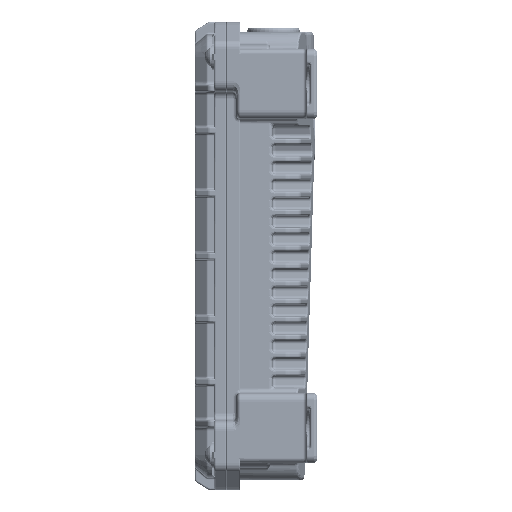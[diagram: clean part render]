
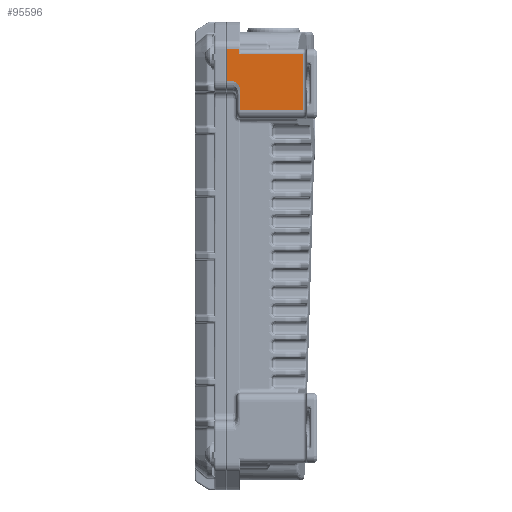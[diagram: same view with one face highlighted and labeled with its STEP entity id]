
A CAD part, left-side view. The second image highlights one B-rep face of the part: STEP entity #95596.
In plain terms, the highlighted planar face has unit normal (-1, 0, 0).
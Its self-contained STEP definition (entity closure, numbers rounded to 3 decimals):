
#48866=DIRECTION('',(0.,0.,-1.));
#48867=VECTOR('',#48866,9.4);
#48868=CARTESIAN_POINT('',(-74.,22.75,59.4));
#48869=LINE('',#48868,#48867);
#48870=DIRECTION('',(0.,1.,0.));
#48871=VECTOR('',#48870,3.25);
#48872=CARTESIAN_POINT('',(-74.,19.5,59.4));
#48873=LINE('',#48872,#48871);
#48874=DIRECTION('',(0.,0.,-1.));
#48875=VECTOR('',#48874,1.65);
#48876=CARTESIAN_POINT('',(-74.,19.5,59.4));
#48877=LINE('',#48876,#48875);
#48878=DIRECTION('',(0.,1.,0.));
#48879=VECTOR('',#48878,18.);
#48880=CARTESIAN_POINT('',(-74.,1.,41.75));
#48881=LINE('',#48880,#48879);
#48882=DIRECTION('',(0.,0.,1.));
#48883=VECTOR('',#48882,4.25);
#48884=CARTESIAN_POINT('',(-74.,19.,41.75));
#48885=LINE('',#48884,#48883);
#48901=DIRECTION('',(0.,-1.,0.));
#48902=VECTOR('',#48901,1.75);
#48903=CARTESIAN_POINT('',(-74.,22.75,50.));
#48904=LINE('',#48903,#48902);
#48910=CARTESIAN_POINT('',(-74.,21.,
50.));
#48911=CARTESIAN_POINT('',(-74.,20.949,
50.));
#48912=CARTESIAN_POINT('',(-74.,20.848,
49.994));
#48913=CARTESIAN_POINT('',(-74.,20.698,
49.968));
#48914=CARTESIAN_POINT('',(-74.,20.553,
49.926));
#48915=CARTESIAN_POINT('',(-74.,20.409,
49.866));
#48916=CARTESIAN_POINT('',(-74.,20.265,
49.786));
#48917=CARTESIAN_POINT('',(-74.,20.119,
49.684));
#48918=CARTESIAN_POINT('',(-74.,19.972,
49.556));
#48919=CARTESIAN_POINT('',(-74.,19.824,
49.4));
#48920=CARTESIAN_POINT('',(-74.,19.675,
49.209));
#48921=CARTESIAN_POINT('',(-74.,19.529,48.982));
#48922=CARTESIAN_POINT('',(-74.,19.387,48.714));
#48923=CARTESIAN_POINT('',(-74.,19.257,48.407));
#48924=CARTESIAN_POINT('',(-74.,19.149,48.074));
#48925=CARTESIAN_POINT('',(-74.,19.073,
47.75));
#48926=CARTESIAN_POINT('',(-74.,19.027,
47.469));
#48927=CARTESIAN_POINT('',(-74.,19.001,
47.216));
#48928=CARTESIAN_POINT('',(-74.,18.988,
46.989));
#48929=CARTESIAN_POINT('',(-74.,18.984,
46.786));
#48930=CARTESIAN_POINT('',(-74.,18.985,
46.604));
#48931=CARTESIAN_POINT('',(-74.,18.989,
46.441));
#48932=CARTESIAN_POINT('',(-74.,18.994,
46.291));
#48933=CARTESIAN_POINT('',(-74.,18.999,
46.146));
#48934=CARTESIAN_POINT('',(-74.,19.,
46.049));
#48935=CARTESIAN_POINT('',(-74.,19.,
46.));
#68947=DIRECTION('',(0.,0.,1.));
#68948=VECTOR('',#68947,16.);
#68949=CARTESIAN_POINT('',(-74.,1.,41.75));
#68950=LINE('',#68949,#68948);
#68971=DIRECTION('',(0.,1.,0.));
#68972=VECTOR('',#68971,18.5);
#68973=CARTESIAN_POINT('',(-74.,1.,57.75));
#68974=LINE('',#68973,#68972);
#81755=CARTESIAN_POINT('',(-74.,19.,41.75));
#81757=VERTEX_POINT('',#81755);
#81780=CARTESIAN_POINT('',(-74.,21.,50.));
#81781=VERTEX_POINT('',#81780);
#81783=CARTESIAN_POINT('',(-74.,19.,46.));
#81785=VERTEX_POINT('',#81783);
#81846=CARTESIAN_POINT('',(-74.,1.,41.75));
#81847=VERTEX_POINT('',#81846);
#81862=CARTESIAN_POINT('',(-74.,1.,57.75));
#81864=VERTEX_POINT('',#81862);
#82102=CARTESIAN_POINT('',(-74.,19.5,59.4));
#82103=CARTESIAN_POINT('',(-74.,19.5,57.75));
#82104=VERTEX_POINT('',#82102);
#82105=VERTEX_POINT('',#82103);
#85848=CARTESIAN_POINT('',(-74.,22.75,59.4));
#85849=VERTEX_POINT('',#85848);
#85852=CARTESIAN_POINT('',(-74.,22.75,50.));
#85853=VERTEX_POINT('',#85852);
#95572=CARTESIAN_POINT('',(-74.,32.,47.));
#95573=DIRECTION('',(-1.,0.,0.));
#95574=DIRECTION('',(0.,0.,1.));
#95575=AXIS2_PLACEMENT_3D('',#95572,#95573,#95574);
#95576=PLANE('',#95575);
#95578=ORIENTED_EDGE('',*,*,#95577,.F.);
#95580=ORIENTED_EDGE('',*,*,#95579,.F.);
#95581=ORIENTED_EDGE('',*,*,#95562,.T.);
#95583=ORIENTED_EDGE('',*,*,#95582,.F.);
#95585=ORIENTED_EDGE('',*,*,#95584,.F.);
#95587=ORIENTED_EDGE('',*,*,#95586,.T.);
#95589=ORIENTED_EDGE('',*,*,#95588,.T.);
#95591=ORIENTED_EDGE('',*,*,#95590,.F.);
#95593=ORIENTED_EDGE('',*,*,#95592,.F.);
#95594=EDGE_LOOP('',(#95578,#95580,#95581,#95583,#95585,#95587,#95589,#95591,
#95593));
#95595=FACE_OUTER_BOUND('',#95594,.F.);
#95596=ADVANCED_FACE('',(#95595),#95576,.T.);
#48936=B_SPLINE_CURVE_WITH_KNOTS('',3,(#48910,#48911,#48912,#48913,#48914,
#48915,#48916,#48917,#48918,#48919,#48920,#48921,#48922,#48923,#48924,#48925,
#48926,#48927,#48928,#48929,#48930,#48931,#48932,#48933,#48934,#48935),
.UNSPECIFIED.,.F.,.F.,(4,1,1,1,1,1,1,1,1,1,1,1,1,1,1,1,1,1,1,1,1,1,1,4),(0.,
0.043,0.087,0.13,0.174,
0.217,0.261,0.304,0.348,
0.391,0.435,0.478,0.522,
0.565,0.609,0.652,0.696,
0.739,0.783,0.826,0.87,
0.913,0.957,1.),.UNSPECIFIED.);
#95562=EDGE_CURVE('',#82104,#82105,#48877,.T.);
#95577=EDGE_CURVE('',#85849,#85853,#48869,.T.);
#95579=EDGE_CURVE('',#82104,#85849,#48873,.T.);
#95582=EDGE_CURVE('',#81864,#82105,#68974,.T.);
#95584=EDGE_CURVE('',#81847,#81864,#68950,.T.);
#95586=EDGE_CURVE('',#81847,#81757,#48881,.T.);
#95588=EDGE_CURVE('',#81757,#81785,#48885,.T.);
#95590=EDGE_CURVE('',#81781,#81785,#48936,.T.);
#95592=EDGE_CURVE('',#85853,#81781,#48904,.T.);
